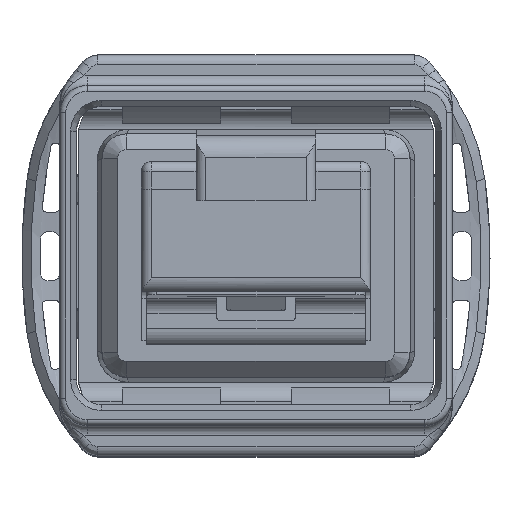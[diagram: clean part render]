
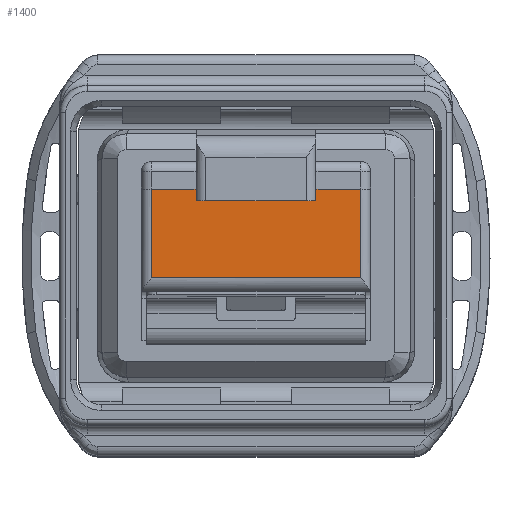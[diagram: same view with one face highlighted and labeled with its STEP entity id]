
A CAD part, top view. The second image highlights one B-rep face of the part: STEP entity #1400.
In plain terms, the highlighted planar face has unit normal (0, 0, 1).
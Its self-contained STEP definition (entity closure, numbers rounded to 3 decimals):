
#1400=ADVANCED_FACE('SPLSRF1',(#2699),#2232,.F.);
#2232=PLANE('',#15781);
#2699=FACE_OUTER_BOUND('',#3522,.T.);
#3522=EDGE_LOOP('',(#4569,#4570,#4571,#4572,#4573,#4574,#4575,#4576));
#4569=ORIENTED_EDGE('',*,*,#10574,.F.);
#4570=ORIENTED_EDGE('',*,*,#10575,.F.);
#4571=ORIENTED_EDGE('',*,*,#10576,.T.);
#4572=ORIENTED_EDGE('',*,*,#10546,.F.);
#4573=ORIENTED_EDGE('',*,*,#10537,.F.);
#4574=ORIENTED_EDGE('',*,*,#10555,.F.);
#4575=ORIENTED_EDGE('',*,*,#10573,.T.);
#4576=ORIENTED_EDGE('',*,*,#10577,.F.);
#9037=VERTEX_POINT('',#22078);
#9038=VERTEX_POINT('',#22080);
#9045=VERTEX_POINT('',#22099);
#9049=VERTEX_POINT('',#22113);
#9063=VERTEX_POINT('',#22152);
#9064=VERTEX_POINT('',#22156);
#9065=VERTEX_POINT('',#22157);
#9066=VERTEX_POINT('',#22159);
#10537=EDGE_CURVE('LINE195',#9037,#9038,#12809,.T.);
#10546=EDGE_CURVE('LINE185',#9038,#9045,#12816,.T.);
#10555=EDGE_CURVE('LINE199',#9049,#9037,#12822,.T.);
#10573=EDGE_CURVE('LINE2',#9049,#9063,#12834,.T.);
#10574=EDGE_CURVE('LINE1',#9064,#9065,#12835,.T.);
#10575=EDGE_CURVE('LINE164',#9066,#9064,#12836,.T.);
#10576=EDGE_CURVE('LINE3',#9066,#9045,#12837,.T.);
#10577=EDGE_CURVE('LINE53',#9065,#9063,#12838,.T.);
#12809=LINE('',#22079,#14276);
#12816=LINE('',#22098,#14283);
#12822=LINE('',#22114,#14289);
#12834=LINE('',#22153,#14301);
#12835=LINE('',#22155,#14302);
#12836=LINE('',#22158,#14303);
#12837=LINE('',#22160,#14304);
#12838=LINE('',#22161,#14305);
#14276=VECTOR('',#17386,1.);
#14283=VECTOR('',#17403,1.);
#14289=VECTOR('',#17419,1.);
#14301=VECTOR('',#17457,1.);
#14302=VECTOR('',#17460,1.);
#14303=VECTOR('',#17461,1.);
#14304=VECTOR('',#17462,1.);
#14305=VECTOR('',#17463,1.);
#15781=AXIS2_PLACEMENT_3D('',#22162,#17464,#17465);
#17386=DIRECTION('',(1.,0.,0.));
#17403=DIRECTION('',(0.,1.,0.));
#17419=DIRECTION('',(0.,-1.,0.));
#17457=DIRECTION('',(-1.,0.,0.));
#17460=DIRECTION('',(-1.,0.,0.));
#17461=DIRECTION('',(0.,-1.,0.));
#17462=DIRECTION('',(-1.,0.,0.));
#17463=DIRECTION('',(0.,1.,0.));
#17464=DIRECTION('',(0.,0.,-1.));
#17465=DIRECTION('',(0.,-1.,0.));
#22078=CARTESIAN_POINT('',(-3.05,2.755,14.29));
#22079=CARTESIAN_POINT('',(0.,2.755,14.29));
#22080=CARTESIAN_POINT('',(3.05,2.755,14.29));
#22098=CARTESIAN_POINT('',(3.05,3.657,14.29));
#22099=CARTESIAN_POINT('',(3.05,3.355,14.29));
#22113=CARTESIAN_POINT('',(-3.05,3.355,14.29));
#22114=CARTESIAN_POINT('',(-3.05,6.464,14.29));
#22152=CARTESIAN_POINT('',(-5.325,3.355,14.29));
#22153=CARTESIAN_POINT('',(0.,3.355,14.29));
#22155=CARTESIAN_POINT('',(0.005,-1.155,14.29));
#22156=CARTESIAN_POINT('',(5.325,-1.155,14.29));
#22157=CARTESIAN_POINT('',(-5.325,-1.155,14.29));
#22158=CARTESIAN_POINT('',(5.325,1.1,14.29));
#22159=CARTESIAN_POINT('',(5.325,3.355,14.29));
#22160=CARTESIAN_POINT('',(0.,3.355,14.29));
#22161=CARTESIAN_POINT('',(-5.325,1.1,14.29));
#22162=CARTESIAN_POINT('',(0.,1.1,14.29));
